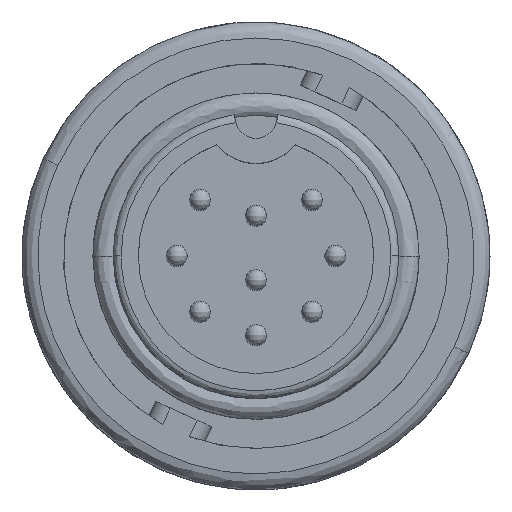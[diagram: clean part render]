
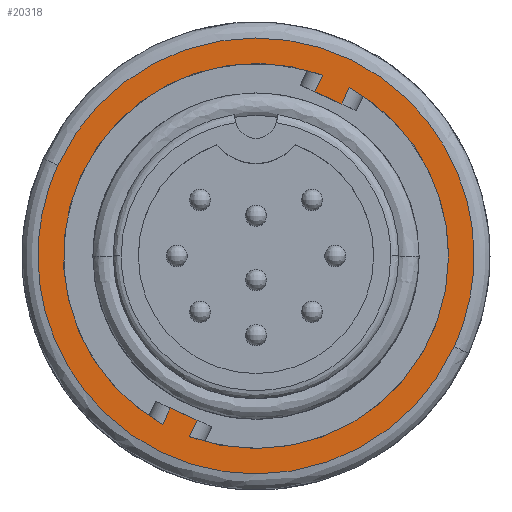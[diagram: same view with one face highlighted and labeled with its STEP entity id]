
A CAD part, top view. The second image highlights one B-rep face of the part: STEP entity #20318.
In plain terms, the highlighted planar face has unit normal (0, 0, 1).
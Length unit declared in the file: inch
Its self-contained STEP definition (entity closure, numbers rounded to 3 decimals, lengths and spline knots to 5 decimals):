
#413 = DIRECTION ( 'NONE',  ( -0.416, -0.909, 0. ) ) ;
#470 = EDGE_CURVE ( 'NONE', #21791, #8457, #5845, .T. ) ;
#498 = CARTESIAN_POINT ( 'NONE',  ( 0.16027, 0.28407, -0.12776 ) ) ;
#663 = EDGE_CURVE ( 'NONE', #2719, #21791, #17294, .T. ) ;
#715 = VECTOR ( 'NONE', #12494, 39.37008 ) ;
#1298 = CARTESIAN_POINT ( 'NONE',  ( 0.1744, 0.31493, -0.12776 ) ) ;
#1482 = ORIENTED_EDGE ( 'NONE', *, *, #470, .T. ) ;
#1558 = CARTESIAN_POINT ( 'NONE',  ( -0.70974, -0.57145, -0.12776 ) ) ;
#1682 = ORIENTED_EDGE ( 'NONE', *, *, #10675, .F. ) ;
#1828 = ORIENTED_EDGE ( 'NONE', *, *, #16158, .T. ) ;
#2264 = CARTESIAN_POINT ( 'NONE',  ( 0., 0., -0.12776 ) ) ;
#2311 = CIRCLE ( 'NONE', #3192, 0.36 ) ;
#2719 = VERTEX_POINT ( 'NONE', #18601 ) ;
#2783 = ORIENTED_EDGE ( 'NONE', *, *, #17295, .T. ) ;
#2803 = FACE_OUTER_BOUND ( 'NONE', #19451, .T. ) ;
#2935 = EDGE_CURVE ( 'NONE', #21132, #19384, #18282, .T. ) ;
#3192 = AXIS2_PLACEMENT_3D ( 'NONE', #7814, #19612, #9573 ) ;
#3195 = CARTESIAN_POINT ( 'NONE',  ( 0.03131, -0.91066, -0.12776 ) ) ;
#4059 = AXIS2_PLACEMENT_3D ( 'NONE', #9731, #6975, #6943 ) ;
#4132 = ORIENTED_EDGE ( 'NONE', *, *, #2935, .T. ) ;
#4734 = ORIENTED_EDGE ( 'NONE', *, *, #17702, .F. ) ;
#4903 = DIRECTION ( 'NONE',  ( 0., 0., -1. ) ) ;
#5409 = CARTESIAN_POINT ( 'NONE',  ( -0.16027, -0.28407, -0.12776 ) ) ;
#5654 = CARTESIAN_POINT ( 'NONE',  ( 0.16027, 0.28407, -0.12776 ) ) ;
#5845 = LINE ( 'NONE', #9644, #14394 ) ;
#5905 = DIRECTION ( 'NONE',  ( 0.416, 0.909, 0. ) ) ;
#6213 = CARTESIAN_POINT ( 'NONE',  ( 0.11026, 0.30696, -0.12776 ) ) ;
#6943 = DIRECTION ( 'NONE',  ( 1., 0., 0. ) ) ;
#6975 = DIRECTION ( 'NONE',  ( 0., 0., -1. ) ) ;
#7391 = DIRECTION ( 'NONE',  ( 0.909, -0.416, 0. ) ) ;
#7420 = DIRECTION ( 'NONE',  ( -0.416, -0.909, 0. ) ) ;
#7523 = DIRECTION ( 'NONE',  ( 0., 0., 1. ) ) ;
#7764 = CARTESIAN_POINT ( 'NONE',  ( 0.70974, 0.57145, -0.12776 ) ) ;
#7814 = CARTESIAN_POINT ( 'NONE',  ( 0., 0., -0.12776 ) ) ;
#8277 =( BOUNDED_CURVE ( )  B_SPLINE_CURVE ( 3, ( #21927, #3195, #1558, #13587 ),
 .UNSPECIFIED., .F., .F. ) 
 B_SPLINE_CURVE_WITH_KNOTS ( ( 4, 4 ),
 ( 0., 1. ),
 .UNSPECIFIED. ) 
 CURVE ( )  GEOMETRIC_REPRESENTATION_ITEM ( )  RATIONAL_B_SPLINE_CURVE ( ( 1., 0.333, 0.333, 1. ) ) 
 REPRESENTATION_ITEM ( '' )  );
#8457 = VERTEX_POINT ( 'NONE', #16522 ) ;
#8554 = VECTOR ( 'NONE', #7391, 39.37008 ) ;
#8681 = EDGE_LOOP ( 'NONE', ( #2783, #21813, #16954, #1482, #12184, #17100, #1828, #4132, #1682 ) ) ;
#8965 = VERTEX_POINT ( 'NONE', #12042 ) ;
#9056 = VERTEX_POINT ( 'NONE', #11358 ) ;
#9186 = CARTESIAN_POINT ( 'NONE',  ( 0.12439, 0.33783, -0.12776 ) ) ;
#9390 = LINE ( 'NONE', #18947, #14383 ) ;
#9573 = DIRECTION ( 'NONE',  ( 1., 0., 0. ) ) ;
#9644 = CARTESIAN_POINT ( 'NONE',  ( -0.12439, -0.33783, -0.12776 ) ) ;
#9731 = CARTESIAN_POINT ( 'NONE',  ( 0., 0., -0.12776 ) ) ;
#9829 = VERTEX_POINT ( 'NONE', #498 ) ;
#9975 = LINE ( 'NONE', #5654, #715 ) ;
#10472 = EDGE_CURVE ( 'NONE', #10956, #2719, #2311, .T. ) ;
#10675 = EDGE_CURVE ( 'NONE', #9829, #19384, #9390, .T. ) ;
#10956 = VERTEX_POINT ( 'NONE', #1298 ) ;
#11358 = CARTESIAN_POINT ( 'NONE',  ( -0.1744, -0.31493, -0.12776 ) ) ;
#12042 = CARTESIAN_POINT ( 'NONE',  ( 0.37053, -0.16961, -0.12776 ) ) ;
#12184 = ORIENTED_EDGE ( 'NONE', *, *, #21815, .F. ) ;
#12494 = DIRECTION ( 'NONE',  ( 0.416, 0.909, 0. ) ) ;
#12554 = LINE ( 'NONE', #20787, #16508 ) ;
#12592 = PLANE ( 'NONE',  #21300 ) ;
#13069 = EDGE_CURVE ( 'NONE', #8965, #14852, #8277, .T. ) ;
#13307 = VECTOR ( 'NONE', #7420, 39.37008 ) ;
#13587 = CARTESIAN_POINT ( 'NONE',  ( -0.37053, 0.16961, -0.12776 ) ) ;
#14157 = CARTESIAN_POINT ( 'NONE',  ( -0.12439, -0.33783, -0.12776 ) ) ;
#14383 = VECTOR ( 'NONE', #20200, 39.37008 ) ;
#14394 = VECTOR ( 'NONE', #5905, 39.37008 ) ;
#14852 = VERTEX_POINT ( 'NONE', #15307 ) ;
#15048 = CARTESIAN_POINT ( 'NONE',  ( 0.12439, 0.33783, -0.12776 ) ) ;
#15163 = CARTESIAN_POINT ( 'NONE',  ( 0., 0., -0.12776 ) ) ;
#15307 = CARTESIAN_POINT ( 'NONE',  ( -0.37053, 0.16961, -0.12776 ) ) ;
#16109 = DIRECTION ( 'NONE',  ( 1., 0., 0. ) ) ;
#16158 = EDGE_CURVE ( 'NONE', #9056, #21132, #20339, .T. ) ;
#16231 = CARTESIAN_POINT ( 'NONE',  ( -0.37053, 0.16961, -0.12776 ) ) ;
#16508 = VECTOR ( 'NONE', #413, 39.37008 ) ;
#16522 = CARTESIAN_POINT ( 'NONE',  ( -0.11026, -0.30696, -0.12776 ) ) ;
#16857 = DIRECTION ( 'NONE',  ( 1., 0., 0. ) ) ;
#16954 = ORIENTED_EDGE ( 'NONE', *, *, #663, .T. ) ;
#17100 = ORIENTED_EDGE ( 'NONE', *, *, #19249, .T. ) ;
#17294 = CIRCLE ( 'NONE', #4059, 0.36 ) ;
#17295 = EDGE_CURVE ( 'NONE', #9829, #10956, #9975, .T. ) ;
#17537 = LINE ( 'NONE', #19198, #8554 ) ;
#17702 = EDGE_CURVE ( 'NONE', #14852, #8965, #21209, .T. ) ;
#18202 = AXIS2_PLACEMENT_3D ( 'NONE', #15163, #4903, #16857 ) ;
#18282 = LINE ( 'NONE', #15048, #13307 ) ;
#18601 = CARTESIAN_POINT ( 'NONE',  ( 0.36, 0., -0.12776 ) ) ;
#18947 = CARTESIAN_POINT ( 'NONE',  ( 0.16027, 0.28407, -0.12776 ) ) ;
#19198 = CARTESIAN_POINT ( 'NONE',  ( -0.16027, -0.28407, -0.12776 ) ) ;
#19249 = EDGE_CURVE ( 'NONE', #21286, #9056, #12554, .T. ) ;
#19384 = VERTEX_POINT ( 'NONE', #6213 ) ;
#19451 = EDGE_LOOP ( 'NONE', ( #4734, #20133 ) ) ;
#19563 = CARTESIAN_POINT ( 'NONE',  ( 0.37053, -0.16961, -0.12776 ) ) ;
#19612 = DIRECTION ( 'NONE',  ( 0., 0., -1. ) ) ;
#20133 = ORIENTED_EDGE ( 'NONE', *, *, #13069, .F. ) ;
#20200 = DIRECTION ( 'NONE',  ( -0.909, 0.416, 0. ) ) ;
#20318 = ADVANCED_FACE ( 'NONE', ( #2803, #20389 ), #12592, .T. ) ;
#20339 = CIRCLE ( 'NONE', #18202, 0.36 ) ;
#20389 = FACE_BOUND ( 'NONE', #8681, .T. ) ;
#20787 = CARTESIAN_POINT ( 'NONE',  ( -0.16027, -0.28407, -0.12776 ) ) ;
#21132 = VERTEX_POINT ( 'NONE', #9186 ) ;
#21173 = CARTESIAN_POINT ( 'NONE',  ( -0.03131, 0.91066, -0.12776 ) ) ;
#21209 =( BOUNDED_CURVE ( )  B_SPLINE_CURVE ( 3, ( #16231, #21173, #7764, #19563 ),
 .UNSPECIFIED., .F., .F. ) 
 B_SPLINE_CURVE_WITH_KNOTS ( ( 4, 4 ),
 ( 0., 1. ),
 .UNSPECIFIED. ) 
 CURVE ( )  GEOMETRIC_REPRESENTATION_ITEM ( )  RATIONAL_B_SPLINE_CURVE ( ( 1., 0.333, 0.333, 1. ) ) 
 REPRESENTATION_ITEM ( '' )  );
#21286 = VERTEX_POINT ( 'NONE', #5409 ) ;
#21300 = AXIS2_PLACEMENT_3D ( 'NONE', #2264, #7523, #16109 ) ;
#21791 = VERTEX_POINT ( 'NONE', #14157 ) ;
#21813 = ORIENTED_EDGE ( 'NONE', *, *, #10472, .T. ) ;
#21815 = EDGE_CURVE ( 'NONE', #21286, #8457, #17537, .T. ) ;
#21927 = CARTESIAN_POINT ( 'NONE',  ( 0.37053, -0.16961, -0.12776 ) ) ;
